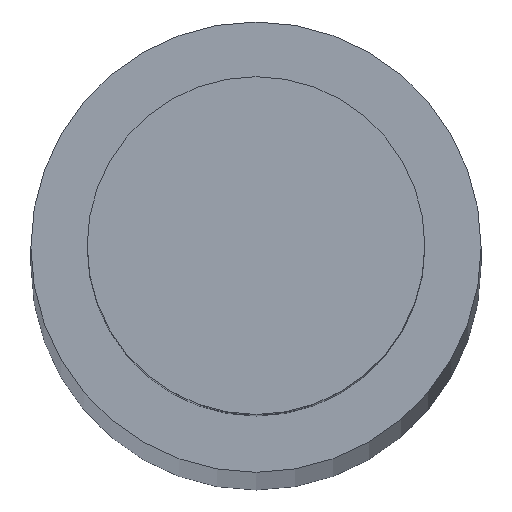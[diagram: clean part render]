
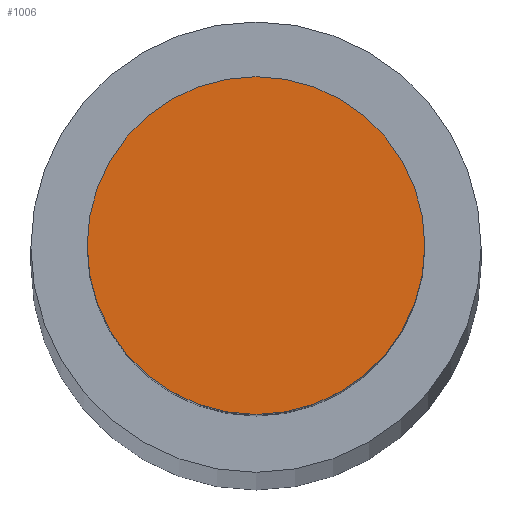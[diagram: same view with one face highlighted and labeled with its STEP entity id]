
A CAD part, top view. The second image highlights one B-rep face of the part: STEP entity #1006.
In plain terms, the highlighted planar face has unit normal (0, 0, 1).
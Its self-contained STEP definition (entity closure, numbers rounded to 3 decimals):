
#946=CARTESIAN_POINT('',(7.5,0.,490.));
#947=VERTEX_POINT('',#946);
#948=CARTESIAN_POINT('',(-7.5,0.,490.));
#949=VERTEX_POINT('',#948);
#950=CARTESIAN_POINT('',(0.,0.,490.));
#951=DIRECTION('',(1.,0.,0.));
#952=DIRECTION('',(-0.,0.,-1.));
#953=AXIS2_PLACEMENT_3D('',#950,#952,#951);
#954=CIRCLE('',#953,7.5);
#955=EDGE_CURVE('',#947,#949,#954,.T.);
#982=CARTESIAN_POINT('',(0.,0.,490.));
#983=DIRECTION('',(-1.,0.,0.));
#984=DIRECTION('',(0.,0.,-1.));
#985=AXIS2_PLACEMENT_3D('',#982,#984,#983);
#986=CIRCLE('',#985,7.5);
#987=EDGE_CURVE('',#949,#947,#986,.T.);
#997=CARTESIAN_POINT('',(0.,0.,490.));
#998=DIRECTION('',(1.,0.,0.));
#999=DIRECTION('',(0.,0.,1.));
#1000=AXIS2_PLACEMENT_3D('',#997,#999,#998);
#1001=PLANE('',#1000);
#1002=ORIENTED_EDGE('',*,*,#987,.F.);
#1003=ORIENTED_EDGE('',*,*,#955,.F.);
#1004=EDGE_LOOP('',(#1002,#1003));
#1005=FACE_OUTER_BOUND('',#1004,.T.);
#1006=ADVANCED_FACE('F27',(#1005),#1001,.T.);
